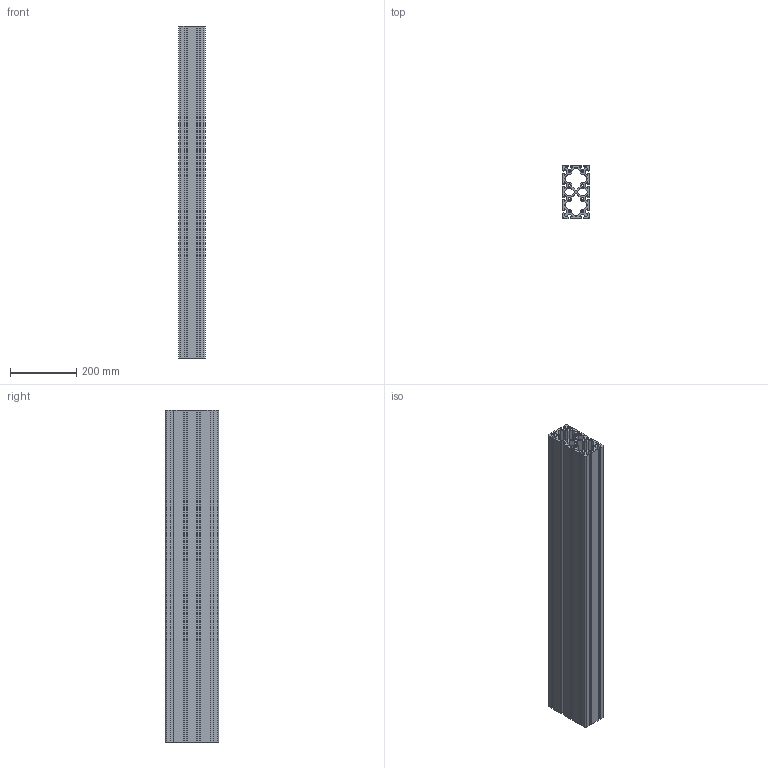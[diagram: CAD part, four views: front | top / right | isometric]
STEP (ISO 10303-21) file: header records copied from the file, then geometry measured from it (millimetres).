
FILE_DESCRIPTION(('STEP AP214'), '1');
FILE_NAME('HL80160W', '', ('UNSPECIFIED'), ('UNSPECIFIED'), 'ASCON STEP Converter 1.6', 'ASCON Math Kernel', '');
FILE_SCHEMA(('AUTOMOTIVE_DESIGN { 1 0 10303 214 3 1 1}'));
Length unit declared in the file: millimetre
Bounding box: 80 x 160 x 1000 mm (x, y, z)
Volume: 4851455.8 mm3; surface area: 1727113.2 mm2
Topology: 1 solids, 1 shells, 268 faces, 798 edges, 532 vertices
Faces by surface type: plane 154, cylinder 114
Full cylindrical faces by diameter (mm): 6.8 x8
Entity records: 11226 total; most frequent: CARTESIAN_POINT 1591, ORIENTED_EDGE 1580, DIRECTION 1556, EDGE_CURVE 790, LINE 562, VECTOR 562, VERTEX_POINT 532, AXIS2_PLACEMENT_3D 497
